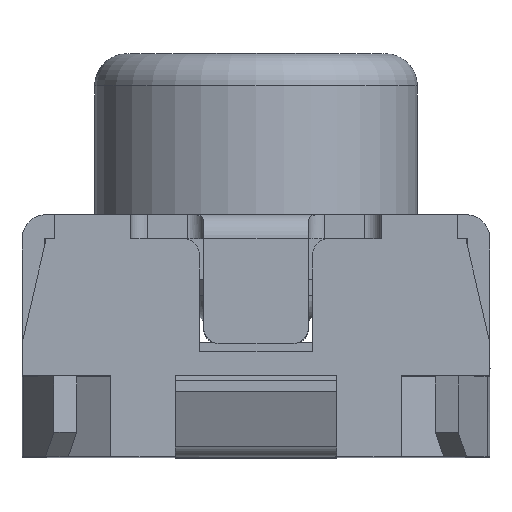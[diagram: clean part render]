
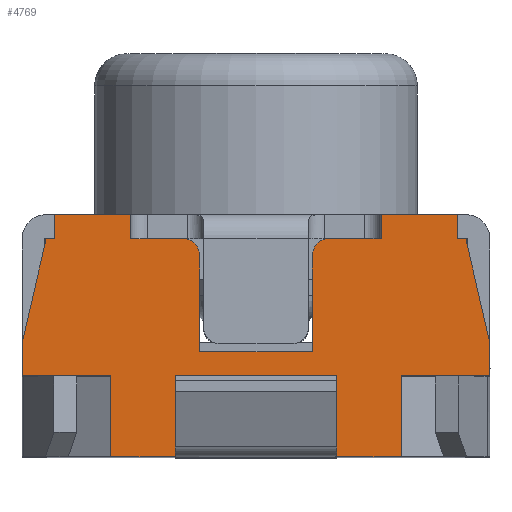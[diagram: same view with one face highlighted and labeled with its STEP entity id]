
A CAD part, top view. The second image highlights one B-rep face of the part: STEP entity #4769.
In plain terms, the highlighted planar face has unit normal (0, 0, 1).
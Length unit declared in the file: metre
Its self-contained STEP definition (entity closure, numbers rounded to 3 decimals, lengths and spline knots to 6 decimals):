
#59=LINE('',#6607,#626);
#75=LINE('',#6655,#642);
#86=LINE('',#6681,#653);
#89=LINE('',#6686,#656);
#103=LINE('',#6720,#670);
#363=LINE('',#7356,#930);
#377=LINE('',#7383,#944);
#441=LINE('',#7550,#1008);
#448=LINE('',#7563,#1015);
#454=LINE('',#7573,#1021);
#461=LINE('',#7591,#1028);
#465=LINE('',#7602,#1032);
#466=LINE('',#7603,#1033);
#472=LINE('',#7615,#1039);
#479=LINE('',#7631,#1046);
#481=LINE('',#7635,#1048);
#484=LINE('',#7641,#1051);
#490=LINE('',#7653,#1057);
#494=LINE('',#7661,#1061);
#497=LINE('',#7664,#1064);
#502=LINE('',#7675,#1069);
#507=LINE('',#7686,#1074);
#508=LINE('',#7688,#1075);
#509=LINE('',#7690,#1076);
#510=LINE('',#7691,#1077);
#511=LINE('',#7695,#1078);
#626=VECTOR('',#5310,1.);
#642=VECTOR('',#5346,1.);
#653=VECTOR('',#5369,1.);
#656=VECTOR('',#5376,1.);
#670=VECTOR('',#5404,1.);
#930=VECTOR('',#5964,1.);
#944=VECTOR('',#5986,1.);
#1008=VECTOR('',#6132,1.);
#1015=VECTOR('',#6143,1.);
#1021=VECTOR('',#6151,1.);
#1028=VECTOR('',#6170,1.);
#1032=VECTOR('',#6184,1.);
#1033=VECTOR('',#6185,1.);
#1039=VECTOR('',#6195,1.);
#1046=VECTOR('',#6212,1.);
#1048=VECTOR('',#6216,1.);
#1051=VECTOR('',#6221,1.);
#1057=VECTOR('',#6231,1.);
#1061=VECTOR('',#6237,1.);
#1064=VECTOR('',#6240,1.);
#1069=VECTOR('',#6249,1.);
#1074=VECTOR('',#6262,1.);
#1075=VECTOR('',#6265,1.);
#1076=VECTOR('',#6268,1.);
#1077=VECTOR('',#6269,1.);
#1078=VECTOR('',#6272,1.);
#2283=ORIENTED_EDGE('',*,*,#3173,.T.);
#2284=ORIENTED_EDGE('',*,*,#3170,.T.);
#2285=ORIENTED_EDGE('',*,*,#3168,.T.);
#2286=ORIENTED_EDGE('',*,*,#3160,.F.);
#2287=ORIENTED_EDGE('',*,*,#3153,.T.);
#2288=ORIENTED_EDGE('',*,*,#2698,.T.);
#2289=ORIENTED_EDGE('',*,*,#2682,.F.);
#2290=ORIENTED_EDGE('',*,*,#2695,.F.);
#2291=ORIENTED_EDGE('',*,*,#3152,.T.);
#2292=ORIENTED_EDGE('',*,*,#2714,.T.);
#2293=ORIENTED_EDGE('',*,*,#3146,.T.);
#2294=ORIENTED_EDGE('',*,*,#3136,.T.);
#2295=ORIENTED_EDGE('',*,*,#3130,.T.);
#2296=ORIENTED_EDGE('',*,*,#3200,.T.);
#2297=ORIENTED_EDGE('',*,*,#3123,.F.);
#2298=ORIENTED_EDGE('',*,*,#3183,.T.);
#2299=ORIENTED_EDGE('',*,*,#2661,.T.);
#2300=ORIENTED_EDGE('',*,*,#3201,.T.);
#2301=ORIENTED_EDGE('',*,*,#3202,.T.);
#2302=ORIENTED_EDGE('',*,*,#3203,.T.);
#2303=ORIENTED_EDGE('',*,*,#3041,.F.);
#2304=ORIENTED_EDGE('',*,*,#3027,.T.);
#2305=ORIENTED_EDGE('',*,*,#3024,.T.);
#2306=ORIENTED_EDGE('',*,*,#3199,.T.);
#2307=ORIENTED_EDGE('',*,*,#3192,.F.);
#2308=ORIENTED_EDGE('',*,*,#3186,.T.);
#2309=ORIENTED_EDGE('',*,*,#3179,.T.);
#2310=ORIENTED_EDGE('',*,*,#3198,.T.);
#2661=EDGE_CURVE('',#3343,#3344,#59,.T.);
#2682=EDGE_CURVE('',#3360,#3361,#75,.T.);
#2695=EDGE_CURVE('',#3369,#3360,#86,.T.);
#2698=EDGE_CURVE('',#3370,#3361,#89,.T.);
#2714=EDGE_CURVE('',#3383,#3381,#103,.T.);
#3024=EDGE_CURVE('',#3603,#3604,#3839,.T.);
#3027=EDGE_CURVE('',#3605,#3603,#363,.T.);
#3041=EDGE_CURVE('',#3605,#3614,#377,.T.);
#3123=EDGE_CURVE('',#3662,#3663,#441,.T.);
#3130=EDGE_CURVE('',#3667,#3666,#448,.T.);
#3136=EDGE_CURVE('',#3670,#3667,#454,.T.);
#3146=EDGE_CURVE('',#3381,#3670,#461,.T.);
#3152=EDGE_CURVE('',#3369,#3383,#465,.T.);
#3153=EDGE_CURVE('',#3677,#3370,#466,.T.);
#3160=EDGE_CURVE('',#3677,#3681,#472,.T.);
#3168=EDGE_CURVE('',#3685,#3681,#479,.T.);
#3170=EDGE_CURVE('',#3686,#3685,#481,.T.);
#3173=EDGE_CURVE('',#3688,#3686,#484,.T.);
#3179=EDGE_CURVE('',#3692,#3693,#490,.T.);
#3183=EDGE_CURVE('',#3662,#3343,#494,.T.);
#3186=EDGE_CURVE('',#3695,#3692,#497,.T.);
#3192=EDGE_CURVE('',#3695,#3699,#502,.T.);
#3198=EDGE_CURVE('',#3693,#3688,#507,.T.);
#3199=EDGE_CURVE('',#3604,#3699,#508,.T.);
#3200=EDGE_CURVE('',#3666,#3663,#509,.T.);
#3201=EDGE_CURVE('',#3344,#3701,#510,.T.);
#3202=EDGE_CURVE('',#3701,#3702,#3865,.T.);
#3203=EDGE_CURVE('',#3702,#3614,#511,.T.);
#3343=VERTEX_POINT('',#6608);
#3344=VERTEX_POINT('',#6609);
#3360=VERTEX_POINT('',#6654);
#3361=VERTEX_POINT('',#6656);
#3369=VERTEX_POINT('',#6680);
#3370=VERTEX_POINT('',#6687);
#3381=VERTEX_POINT('',#6718);
#3383=VERTEX_POINT('',#6721);
#3603=VERTEX_POINT('',#7351);
#3604=VERTEX_POINT('',#7352);
#3605=VERTEX_POINT('',#7357);
#3614=VERTEX_POINT('',#7384);
#3662=VERTEX_POINT('',#7549);
#3663=VERTEX_POINT('',#7551);
#3666=VERTEX_POINT('',#7562);
#3667=VERTEX_POINT('',#7564);
#3670=VERTEX_POINT('',#7574);
#3677=VERTEX_POINT('',#7604);
#3681=VERTEX_POINT('',#7616);
#3685=VERTEX_POINT('',#7632);
#3686=VERTEX_POINT('',#7636);
#3688=VERTEX_POINT('',#7642);
#3692=VERTEX_POINT('',#7654);
#3693=VERTEX_POINT('',#7655);
#3695=VERTEX_POINT('',#7665);
#3699=VERTEX_POINT('',#7676);
#3701=VERTEX_POINT('',#7692);
#3702=VERTEX_POINT('',#7694);
#3839=CIRCLE('',#5042,0.0001);
#3865=CIRCLE('',#5123,0.0001);
#4082=EDGE_LOOP('',(#2283,#2284,#2285,#2286,#2287,#2288,#2289,#2290,#2291,
#2292,#2293,#2294,#2295,#2296,#2297,#2298,#2299,#2300,#2301,#2302,#2303,
#2304,#2305,#2306,#2307,#2308,#2309,#2310));
#4338=FACE_BOUND('',#4082,.T.);
#4534=PLANE('',#5122);
#4769=ADVANCED_FACE('',(#4338),#4534,.T.);
#5042=AXIS2_PLACEMENT_3D('',#7350,#5958,#5959);
#5122=AXIS2_PLACEMENT_3D('',#7689,#6266,#6267);
#5123=AXIS2_PLACEMENT_3D('',#7693,#6270,#6271);
#5310=DIRECTION('',(0.,-1.,0.));
#5346=DIRECTION('',(-1.,0.,0.));
#5369=DIRECTION('',(0.,1.,0.));
#5376=DIRECTION('',(0.,1.,0.));
#5404=DIRECTION('',(0.,1.,0.));
#5958=DIRECTION('',(0.,0.,1.));
#5959=DIRECTION('',(1.,0.,0.));
#5964=DIRECTION('',(0.,1.,0.));
#5986=DIRECTION('',(1.,0.,0.));
#6132=DIRECTION('',(0.,-1.,0.));
#6143=DIRECTION('',(-0.225,0.974,0.));
#6151=DIRECTION('',(0.,1.,0.));
#6170=DIRECTION('',(1.,0.,0.));
#6184=DIRECTION('',(1.,0.,0.));
#6185=DIRECTION('',(1.,0.,0.));
#6195=DIRECTION('',(0.,1.,0.));
#6212=DIRECTION('',(1.,0.,0.));
#6216=DIRECTION('',(0.,-1.,0.));
#6221=DIRECTION('',(-0.225,-0.974,0.));
#6231=DIRECTION('',(0.,-1.,0.));
#6237=DIRECTION('',(-1.,0.,0.));
#6240=DIRECTION('',(-1.,0.,0.));
#6249=DIRECTION('',(0.,-1.,0.));
#6262=DIRECTION('',(-1.,0.,0.));
#6265=DIRECTION('',(-1.,0.,0.));
#6266=DIRECTION('',(0.,0.,1.));
#6267=DIRECTION('',(1.,0.,0.));
#6268=DIRECTION('',(-1.,0.,0.));
#6269=DIRECTION('',(-1.,0.,0.));
#6270=DIRECTION('',(0.,0.,1.));
#6271=DIRECTION('',(0.,1.,0.));
#6272=DIRECTION('',(0.,-1.,0.));
#6607=CARTESIAN_POINT('',(0.002225,0.000725,-0.0003));
#6608=CARTESIAN_POINT('',(0.002225,0.00155,-0.0003));
#6609=CARTESIAN_POINT('',(0.002225,0.0014,-0.0003));
#6654=CARTESIAN_POINT('',(0.00195,0.00015,-0.0003));
#6655=CARTESIAN_POINT('',(0.00145,0.00015,-0.0003));
#6656=CARTESIAN_POINT('',(0.00095,0.00015,-0.0003));
#6680=CARTESIAN_POINT('',(0.00195,0.00005,-0.0003));
#6681=CARTESIAN_POINT('',(0.00195,0.000298,-0.0003));
#6686=CARTESIAN_POINT('',(0.00095,0.000725,-0.0003));
#6687=CARTESIAN_POINT('',(0.00095,0.00005,-0.0003));
#6718=CARTESIAN_POINT('',(0.00235,0.00055,-0.0003));
#6720=CARTESIAN_POINT('',(0.00235,0.000725,-0.0003));
#6721=CARTESIAN_POINT('',(0.00235,0.00005,-0.0003));
#7350=CARTESIAN_POINT('',(0.001,0.0013,-0.0003));
#7351=CARTESIAN_POINT('',(0.0011,0.0013,-0.0003));
#7352=CARTESIAN_POINT('',(0.001,0.0014,-0.0003));
#7356=CARTESIAN_POINT('',(0.0011,0.000725,-0.0003));
#7357=CARTESIAN_POINT('',(0.0011,0.0007,-0.0003));
#7383=CARTESIAN_POINT('',(0.0011,0.0007,-0.0003));
#7384=CARTESIAN_POINT('',(0.0018,0.0007,-0.0003));
#7549=CARTESIAN_POINT('',(0.0027,0.00155,-0.0003));
#7550=CARTESIAN_POINT('',(0.0027,0.00155,-0.0003));
#7551=CARTESIAN_POINT('',(0.0027,0.0014,-0.0003));
#7562=CARTESIAN_POINT('',(0.00275,0.0014,-0.0003));
#7563=CARTESIAN_POINT('',(0.0029,0.00075,-0.0003));
#7564=CARTESIAN_POINT('',(0.0029,0.00075,-0.0003));
#7573=CARTESIAN_POINT('',(0.0029,0.00055,-0.0003));
#7574=CARTESIAN_POINT('',(0.0029,0.00055,-0.0003));
#7591=CARTESIAN_POINT('',(0.00145,0.00055,-0.0003));
#7602=CARTESIAN_POINT('',(0.00195,0.00005,-0.0003));
#7603=CARTESIAN_POINT('',(0.00055,0.00005,-0.0003));
#7604=CARTESIAN_POINT('',(0.00055,0.00005,-0.0003));
#7615=CARTESIAN_POINT('',(0.00055,0.00005,-0.0003));
#7616=CARTESIAN_POINT('',(0.00055,0.00055,-0.0003));
#7631=CARTESIAN_POINT('',(0.,0.00055,-0.0003));
#7632=CARTESIAN_POINT('',(0.,0.00055,-0.0003));
#7635=CARTESIAN_POINT('',(0.,0.00075,-0.0003));
#7636=CARTESIAN_POINT('',(0.,0.00075,-0.0003));
#7641=CARTESIAN_POINT('',(0.00015,0.0014,-0.0003));
#7642=CARTESIAN_POINT('',(0.00015,0.0014,-0.0003));
#7653=CARTESIAN_POINT('',(0.0002,0.00155,-0.0003));
#7654=CARTESIAN_POINT('',(0.0002,0.00155,-0.0003));
#7655=CARTESIAN_POINT('',(0.0002,0.0014,-0.0003));
#7661=CARTESIAN_POINT('',(0.0027,0.00155,-0.0003));
#7664=CARTESIAN_POINT('',(0.000675,0.00155,-0.0003));
#7665=CARTESIAN_POINT('',(0.000675,0.00155,-0.0003));
#7675=CARTESIAN_POINT('',(0.000675,0.001475,-0.0003));
#7676=CARTESIAN_POINT('',(0.000675,0.0014,-0.0003));
#7686=CARTESIAN_POINT('',(0.00145,0.0014,-0.0003));
#7688=CARTESIAN_POINT('',(0.00145,0.0014,-0.0003));
#7689=CARTESIAN_POINT('',(0.00145,0.000725,-0.0003));
#7690=CARTESIAN_POINT('',(0.00145,0.0014,-0.0003));
#7691=CARTESIAN_POINT('',(0.00145,0.0014,-0.0003));
#7692=CARTESIAN_POINT('',(0.0019,0.0014,-0.0003));
#7693=CARTESIAN_POINT('',(0.0019,0.0013,-0.0003));
#7694=CARTESIAN_POINT('',(0.0018,0.0013,-0.0003));
#7695=CARTESIAN_POINT('',(0.0018,0.0013,-0.0003));
